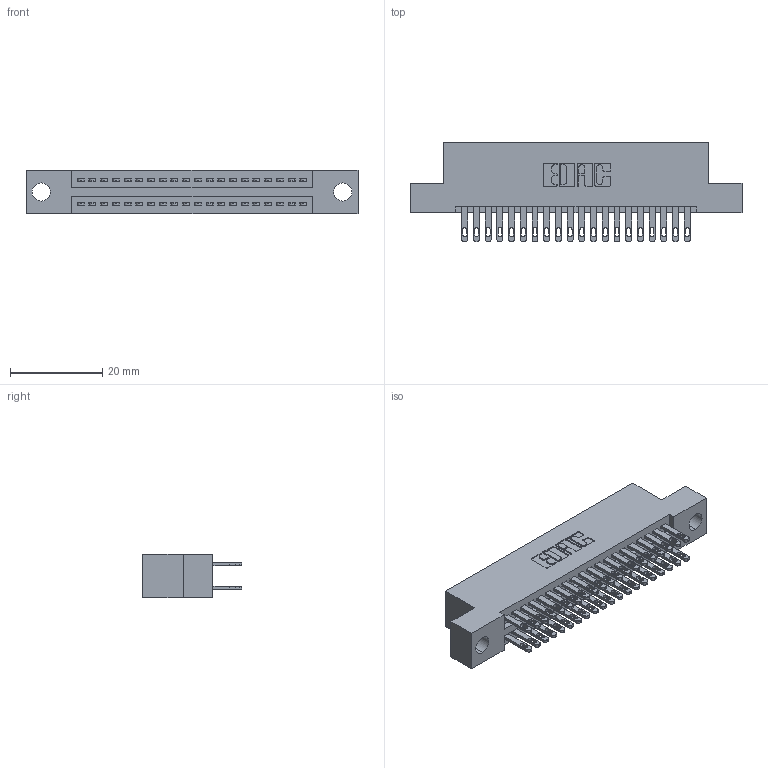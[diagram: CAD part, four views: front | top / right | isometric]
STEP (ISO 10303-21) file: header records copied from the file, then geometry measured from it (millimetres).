
FILE_DESCRIPTION (( 'STEP AP203' ), '1' );
FILE_NAME ('345-040-500-204.STEP', '2018-09-05T00:27:03', ( '' ), ( '' ), 'SwSTEP 2.0', 'SolidWorks 2016', '' );
FILE_SCHEMA (( 'CONFIG_CONTROL_DESIGN' ));
Length unit declared in the file: inch
Products named in the file (3): 345 Part_Flush Mounting Lugs - 0.156 Dia-TH; 345-292-001_345-293-100; 345-040-500-204
Assembly tree (41 placements, depth 2):
  345-040-500-204
    345 Part_Flush Mounting Lugs - 0.156 Dia-TH
    345-292-001_345-293-100  x40
Bounding box: 72.01 x 21.51 x 9.4 mm (x, y, z)
Volume: 6825.2 mm3; surface area: 9885.8 mm2
Topology: 41 solids, 41 shells, 1966 faces, 5981 edges, 3986 vertices
Faces by surface type: plane 1160, cylinder 806
Entity records: 18587 total; most frequent: CARTESIAN_POINT 3136, ORIENTED_EDGE 3070, DIRECTION 2795, EDGE_CURVE 1535, VECTOR 1319, LINE 1319, VERTEX_POINT 1022, AXIS2_PLACEMENT_3D 738
